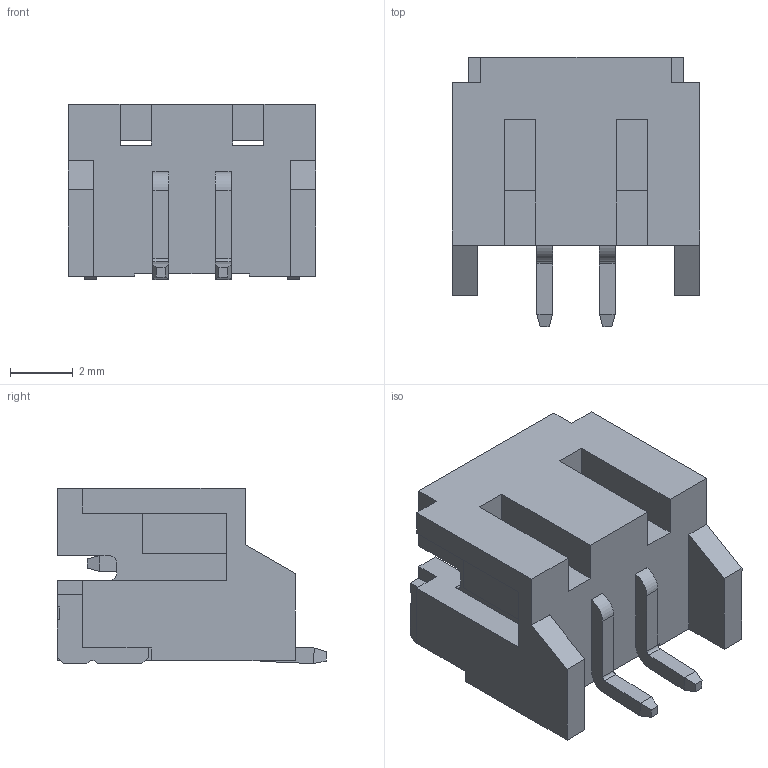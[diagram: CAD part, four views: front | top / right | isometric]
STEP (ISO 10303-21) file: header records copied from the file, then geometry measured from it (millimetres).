
FILE_DESCRIPTION(/* description */ (''),/* implementation_level */ '2;1');
FILE_NAME(/* name */ 'JST S2B-PH-SM4-TB.step',/* time_stamp */ '2020-10-22T17:50:59-05:00',/* author */ (''),/* organization */ (''),/* preprocessor_version */ 'ST-DEVELOPER v18.1',/* originating_system */ 'Autodesk Translation Framework v9.3.0.1241',/* authorisation */ '');
FILE_SCHEMA (('AUTOMOTIVE_DESIGN { 1 0 10303 214 3 1 1 }'));
Length unit declared in the file: millimetre
Products named in the file (1): JST S2B-PH-SM4-TB
Bounding box: 7.9 x 8.6 x 5.6 mm (x, y, z)
Volume: 160.4 mm3; surface area: 473.6 mm2
Topology: 5 solids, 5 shells, 162 faces, 450 edges, 294 vertices
Faces by surface type: plane 152, cylinder 10
Entity records: 5129 total; most frequent: CARTESIAN_POINT 907, ORIENTED_EDGE 900, DIRECTION 796, EDGE_CURVE 450, LINE 430, VECTOR 430, VERTEX_POINT 294, AXIS2_PLACEMENT_3D 183
